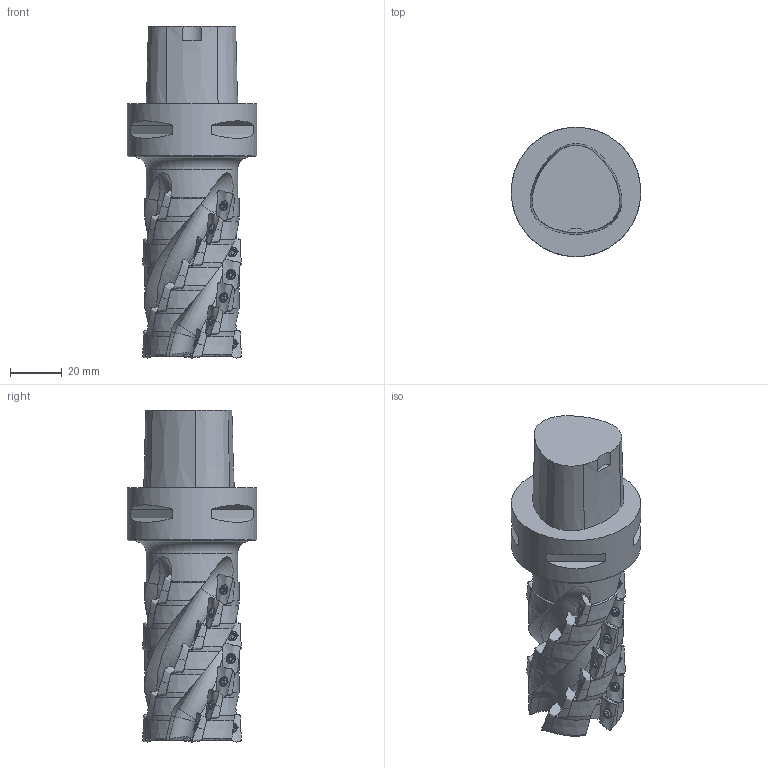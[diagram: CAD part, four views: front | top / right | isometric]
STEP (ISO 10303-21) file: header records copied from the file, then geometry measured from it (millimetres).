
FILE_DESCRIPTION(/* description */ (''),/* implementation_level */ '2;1');
FILE_NAME(/* name */ '1583476618159.stp',/* time_stamp */ '2020-03-06T12:07:15+06:00',/* author */ (''),/* organization */ ('SMS'),/* preprocessor_version */ 'ST-DEVELOPER v16.7',/* originating_system */ 'SIEMENS PLM Software NX 12.0',/* authorisation */ '');
FILE_SCHEMA (('AUTOMOTIVE_DESIGN { 1 0 10303 214 3 1 1 1 }'));
Products named in the file (4): ASSEMBLY_CONSTRUCTION; 201207134mod000_00; 202886791mod000_00; 202886798mod000_00
Assembly tree (30 placements, depth 2):
  202886798mod000_00
    202886791mod000_00
    201207134mod000_00  x28
    ASSEMBLY_CONSTRUCTION
Bounding box: 50 x 50 x 128.17 mm (x, y, z)
Volume: 123775.5 mm3; surface area: 29295 mm2
Topology: 29 solids, 29 shells, 1374 faces, 3333 edges, 2168 vertices
Faces by surface type: cylinder 427, plane 365, cone 296, bspline 156, torus 94, sphere 28, revolution 8
Full cylindrical faces by diameter (mm): 2.5 x28, 2.8 x28, 3.45 x28, 35.305 x1, 50 x1
Entity records: 80961 total; most frequent: CARTESIAN_POINT 58394, ORIENTED_EDGE 4568, DIRECTION 4552, EDGE_CURVE 2284, AXIS2_PLACEMENT_3D 2085, VERTEX_POINT 1504, EDGE_LOOP 1182, ADVANCED_FACE 996
